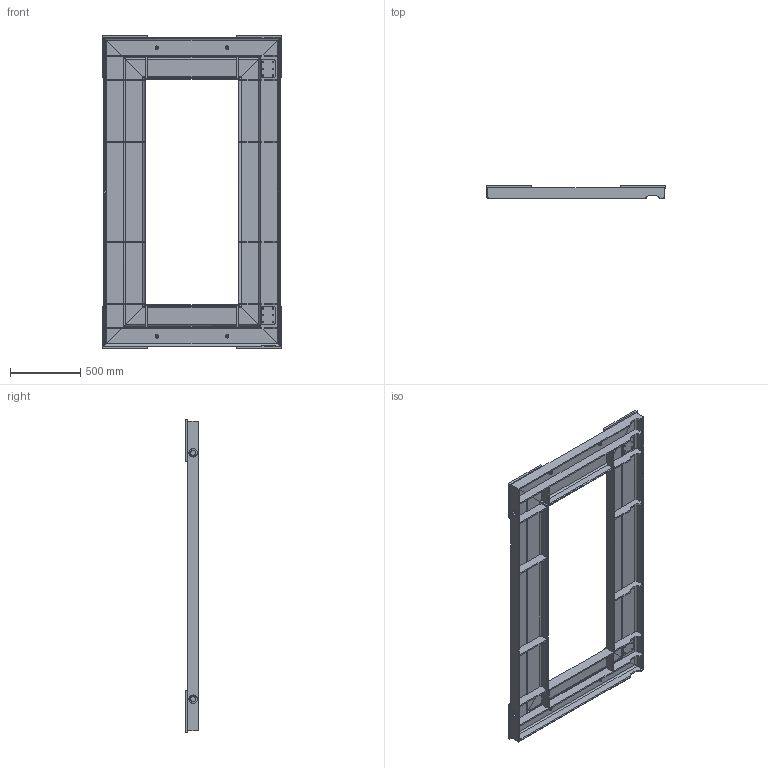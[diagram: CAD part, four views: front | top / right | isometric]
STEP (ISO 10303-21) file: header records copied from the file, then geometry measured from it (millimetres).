
FILE_DESCRIPTION(/* description */ (''),/* implementation_level */ '2;1');
FILE_NAME(/* name */ 'telaio new.stp',/* time_stamp */ '2022-07-26T15:48:18+02:00',/* author */ (''),/* organization */ (''),/* preprocessor_version */ 'ST-DEVELOPER v16.7',/* originating_system */ 'SIEMENS PLM Software NX 12.0',/* authorisation */ '');
FILE_SCHEMA (('AUTOMOTIVE_DESIGN { 1 0 10303 214 3 1 1 1 }'));
Length unit declared in the file: millimetre
Products named in the file (1): mram05042088m876
Bounding box: 1276.2 x 90 x 2220 mm (x, y, z)
Volume: 35924216.1 mm3; surface area: 6738446.2 mm2
Topology: 32 solids, 32 shells, 398 faces, 1068 edges, 738 vertices
Faces by surface type: plane 278, cylinder 102, cone 14, bspline 4
Full cylindrical faces by diameter (mm): 10 x12, 12.782 x24, 14.376 x4, 17 x12, 18 x4, 36 x2, 45 x4, 60 x2
Entity records: 12392 total; most frequent: CARTESIAN_POINT 2331, DIRECTION 1954, ORIENTED_EDGE 1792, EDGE_CURVE 896, AXIS2_PLACEMENT_3D 667, VERTEX_POINT 644, LINE 620, VECTOR 620
